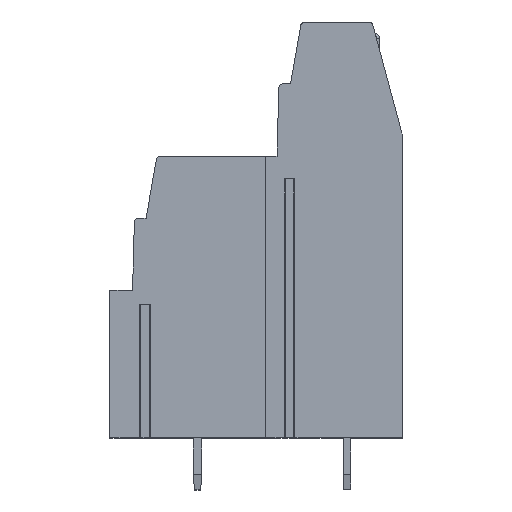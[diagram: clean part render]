
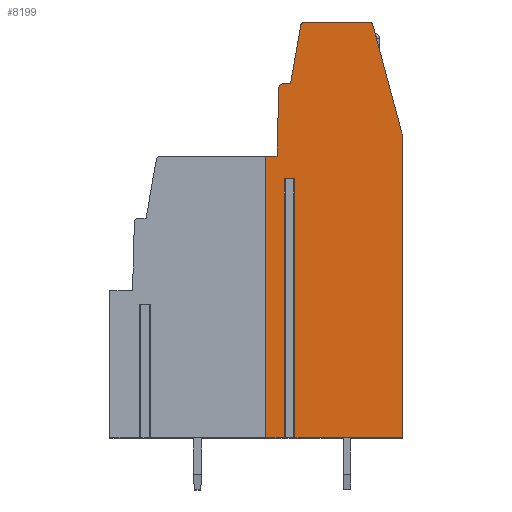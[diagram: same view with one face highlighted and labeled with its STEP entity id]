
A CAD part, top view. The second image highlights one B-rep face of the part: STEP entity #8199.
In plain terms, the highlighted planar face has unit normal (0, 0, 1).
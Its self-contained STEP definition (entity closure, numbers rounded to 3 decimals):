
#13=DIRECTION('',(-1.,0.,0.));
#14=VECTOR('',#13,0.743);
#15=CARTESIAN_POINT('',(1.908,2.65,27.94));
#16=LINE('',#15,#14);
#17=DIRECTION('',(0.,-1.,0.));
#18=VECTOR('',#17,17.55);
#19=CARTESIAN_POINT('',(1.165,2.65,27.94));
#20=LINE('',#19,#18);
#21=DIRECTION('',(1.,0.,0.));
#22=VECTOR('',#21,1.228);
#23=CARTESIAN_POINT('',(-0.063,-14.9,27.94));
#24=LINE('',#23,#22);
#25=DIRECTION('',(-1.,0.,0.));
#26=VECTOR('',#25,0.75);
#27=CARTESIAN_POINT('',(0.687,4.2,27.94));
#28=LINE('',#27,#26);
#29=DIRECTION('',(-0.026,-1.,0.));
#30=VECTOR('',#29,4.609);
#31=CARTESIAN_POINT('',(0.808,8.808,27.94));
#32=LINE('',#31,#30);
#33=CARTESIAN_POINT('',(1.108,8.8,27.94));
#34=DIRECTION('',(0.,0.,1.));
#35=DIRECTION('',(0.,1.,0.));
#36=AXIS2_PLACEMENT_3D('',#33,#34,#35);
#38=DIRECTION('',(-1.,0.,0.));
#39=VECTOR('',#38,0.497);
#40=CARTESIAN_POINT('',(1.605,9.1,27.94));
#41=LINE('',#40,#39);
#42=DIRECTION('',(-0.174,-0.985,0.));
#43=VECTOR('',#42,4.013);
#44=CARTESIAN_POINT('',(2.301,13.052,27.94));
#45=LINE('',#44,#43);
#46=CARTESIAN_POINT('',(2.597,13.,27.94));
#47=DIRECTION('',(0.,0.,1.));
#48=DIRECTION('',(0.,1.,0.));
#49=AXIS2_PLACEMENT_3D('',#46,#47,#48);
#51=DIRECTION('',(-1.,0.,0.));
#52=VECTOR('',#51,4.31);
#53=CARTESIAN_POINT('',(6.907,13.3,27.94));
#54=LINE('',#53,#52);
#55=CARTESIAN_POINT('',(6.907,13.,27.94));
#56=DIRECTION('',(0.,0.,1.));
#57=DIRECTION('',(0.966,0.259,0.));
#58=AXIS2_PLACEMENT_3D('',#55,#56,#57);
#60=CARTESIAN_POINT('',(8.187,5.518,27.94));
#61=DIRECTION('',(0.,0.,1.));
#62=DIRECTION('',(1.,0.,0.));
#63=AXIS2_PLACEMENT_3D('',#60,#61,#62);
#65=DIRECTION('',(0.,1.,0.));
#66=VECTOR('',#65,20.418);
#67=CARTESIAN_POINT('',(9.187,-14.9,27.94));
#68=LINE('',#67,#66);
#69=DIRECTION('',(1.,0.,0.));
#70=VECTOR('',#69,7.279);
#71=CARTESIAN_POINT('',(1.908,-14.9,27.94));
#72=LINE('',#71,#70);
#73=DIRECTION('',(0.,-1.,0.));
#74=VECTOR('',#73,17.55);
#75=CARTESIAN_POINT('',(1.908,2.65,27.94));
#76=LINE('',#75,#74);
#1488=DIRECTION('',(-0.259,0.966,0.));
#1489=VECTOR('',#1488,7.558);
#1490=CARTESIAN_POINT('',(9.153,5.777,27.94));
#1491=LINE('',#1490,#1489);
#3419=DIRECTION('',(0.,-1.,0.));
#3420=VECTOR('',#3419,19.1);
#3421=CARTESIAN_POINT('',(-0.063,4.2,27.94));
#3422=LINE('',#3421,#3420);
#6418=CARTESIAN_POINT('',(9.187,-14.9,27.94));
#6419=CARTESIAN_POINT('',(9.187,5.518,27.94));
#6420=VERTEX_POINT('',#6418);
#6421=VERTEX_POINT('',#6419);
#6422=CARTESIAN_POINT('',(9.153,5.777,27.94));
#6423=VERTEX_POINT('',#6422);
#6424=CARTESIAN_POINT('',(7.197,13.078,27.94));
#6425=CARTESIAN_POINT('',(6.907,13.3,27.94));
#6426=VERTEX_POINT('',#6424);
#6427=VERTEX_POINT('',#6425);
#6428=CARTESIAN_POINT('',(2.597,13.3,27.94));
#6429=VERTEX_POINT('',#6428);
#6430=CARTESIAN_POINT('',(2.301,13.052,27.94));
#6431=VERTEX_POINT('',#6430);
#6432=CARTESIAN_POINT('',(1.605,9.1,27.94));
#6433=VERTEX_POINT('',#6432);
#6434=CARTESIAN_POINT('',(1.108,9.1,27.94));
#6435=VERTEX_POINT('',#6434);
#6436=CARTESIAN_POINT('',(0.808,8.808,27.94));
#6437=VERTEX_POINT('',#6436);
#6438=CARTESIAN_POINT('',(0.687,4.2,27.94));
#6439=VERTEX_POINT('',#6438);
#6482=CARTESIAN_POINT('',(-0.063,-14.9,27.94));
#6484=VERTEX_POINT('',#6482);
#6490=CARTESIAN_POINT('',(-0.063,4.2,27.94));
#6491=VERTEX_POINT('',#6490);
#6566=CARTESIAN_POINT('',(1.908,2.65,27.94));
#6567=CARTESIAN_POINT('',(1.165,2.65,27.94));
#6568=VERTEX_POINT('',#6566);
#6569=VERTEX_POINT('',#6567);
#6570=CARTESIAN_POINT('',(1.908,-14.9,27.94));
#6571=VERTEX_POINT('',#6570);
#6572=CARTESIAN_POINT('',(1.165,-14.9,27.94));
#6573=VERTEX_POINT('',#6572);
#8158=CARTESIAN_POINT('',(0.,0.,27.94));
#8159=DIRECTION('',(0.,0.,1.));
#8160=DIRECTION('',(1.,0.,0.));
#8161=AXIS2_PLACEMENT_3D('',#8158,#8159,#8160);
#8162=PLANE('',#8161);
#8164=ORIENTED_EDGE('',*,*,#8163,.T.);
#8166=ORIENTED_EDGE('',*,*,#8165,.T.);
#8168=ORIENTED_EDGE('',*,*,#8167,.F.);
#8170=ORIENTED_EDGE('',*,*,#8169,.F.);
#8172=ORIENTED_EDGE('',*,*,#8171,.F.);
#8174=ORIENTED_EDGE('',*,*,#8173,.F.);
#8176=ORIENTED_EDGE('',*,*,#8175,.F.);
#8178=ORIENTED_EDGE('',*,*,#8177,.F.);
#8180=ORIENTED_EDGE('',*,*,#8179,.F.);
#8182=ORIENTED_EDGE('',*,*,#8181,.F.);
#8184=ORIENTED_EDGE('',*,*,#8183,.F.);
#8186=ORIENTED_EDGE('',*,*,#8185,.F.);
#8188=ORIENTED_EDGE('',*,*,#8187,.F.);
#8190=ORIENTED_EDGE('',*,*,#8189,.F.);
#8192=ORIENTED_EDGE('',*,*,#8191,.F.);
#8194=ORIENTED_EDGE('',*,*,#8193,.F.);
#8196=ORIENTED_EDGE('',*,*,#8195,.F.);
#8197=EDGE_LOOP('',(#8164,#8166,#8168,#8170,#8172,#8174,#8176,#8178,#8180,#8182,
#8184,#8186,#8188,#8190,#8192,#8194,#8196));
#8198=FACE_OUTER_BOUND('',#8197,.F.);
#37=CIRCLE('',#36,0.3);
#50=CIRCLE('',#49,0.3);
#59=CIRCLE('',#58,0.3);
#64=CIRCLE('',#63,1.);
#8163=EDGE_CURVE('',#6568,#6569,#16,.T.);
#8165=EDGE_CURVE('',#6569,#6573,#20,.T.);
#8167=EDGE_CURVE('',#6484,#6573,#24,.T.);
#8169=EDGE_CURVE('',#6491,#6484,#3422,.T.);
#8171=EDGE_CURVE('',#6439,#6491,#28,.T.);
#8173=EDGE_CURVE('',#6437,#6439,#32,.T.);
#8175=EDGE_CURVE('',#6435,#6437,#37,.T.);
#8177=EDGE_CURVE('',#6433,#6435,#41,.T.);
#8179=EDGE_CURVE('',#6431,#6433,#45,.T.);
#8181=EDGE_CURVE('',#6429,#6431,#50,.T.);
#8183=EDGE_CURVE('',#6427,#6429,#54,.T.);
#8185=EDGE_CURVE('',#6426,#6427,#59,.T.);
#8187=EDGE_CURVE('',#6423,#6426,#1491,.T.);
#8189=EDGE_CURVE('',#6421,#6423,#64,.T.);
#8191=EDGE_CURVE('',#6420,#6421,#68,.T.);
#8193=EDGE_CURVE('',#6571,#6420,#72,.T.);
#8195=EDGE_CURVE('',#6568,#6571,#76,.T.);
#8199=ADVANCED_FACE('',(#8198),#8162,.T.);
